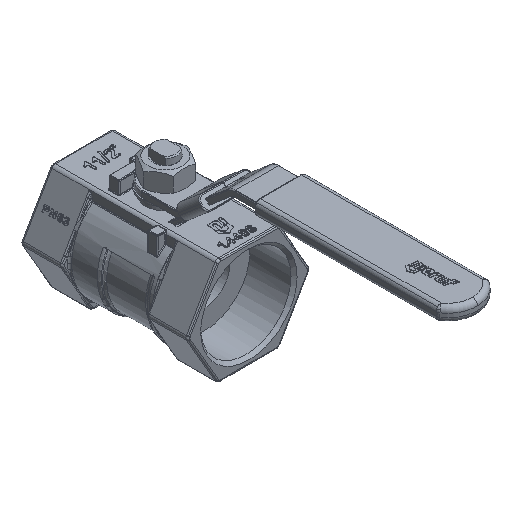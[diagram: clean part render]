
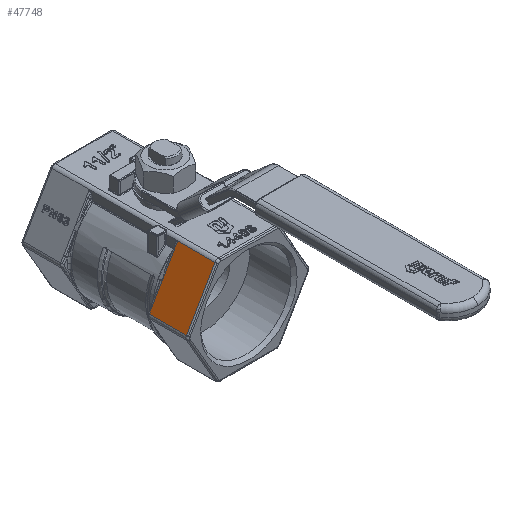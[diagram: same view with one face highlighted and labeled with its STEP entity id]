
A CAD part, isometric view. The second image highlights one B-rep face of the part: STEP entity #47748.
In plain terms, the highlighted planar face has unit normal (-0.866, 0, 0.5).
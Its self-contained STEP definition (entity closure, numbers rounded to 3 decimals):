
#30515=CARTESIAN_POINT('',(-22.95,-22.,13.25));
#30516=VERTEX_POINT('',#30515);
#30548=CARTESIAN_POINT('',(-17.302,-22.,23.032));
#30549=VERTEX_POINT('',#30548);
#30550=CARTESIAN_POINT('',(-22.95,-22.,13.25));
#30551=DIRECTION('',(0.5,0.,0.866));
#30552=VECTOR('',#30551,11.295);
#30553=LINE('',#30550,#30552);
#30554=EDGE_CURVE('',#30516,#30549,#30553,.T.);
#46621=CARTESIAN_POINT('',(-15.877,-40.5,25.5));
#46622=VERTEX_POINT('',#46621);
#47470=CARTESIAN_POINT('',(-30.022,-40.5,1.));
#47471=VERTEX_POINT('',#47470);
#47671=CARTESIAN_POINT('',(-30.022,-22.,1.));
#47672=VERTEX_POINT('',#47671);
#47673=CARTESIAN_POINT('',(-30.022,-40.5,1.));
#47674=DIRECTION('',(-0.,1.,-0.));
#47675=VECTOR('',#47674,18.5);
#47676=LINE('',#47673,#47675);
#47677=EDGE_CURVE('',#47471,#47672,#47676,.T.);
#47690=CARTESIAN_POINT('',(-15.877,-41.5,25.5));
#47691=DIRECTION('',(0.866,-0.,-0.5));
#47692=DIRECTION('',(-0.5,-0.,-0.866));
#47693=AXIS2_PLACEMENT_3D('',#47690,#47691,#47692);
#47694=PLANE('',#47693);
#47695=CARTESIAN_POINT('',(-15.877,-40.5,25.5));
#47696=DIRECTION('',(-0.5,-0.,-0.866));
#47697=VECTOR('',#47696,28.29);
#47698=LINE('',#47695,#47697);
#47699=EDGE_CURVE('',#46622,#47471,#47698,.T.);
#47700=ORIENTED_EDGE('',*,*,#47699,.F.);
#47701=CARTESIAN_POINT('',(-15.877,-21.499,25.5));
#47702=VERTEX_POINT('',#47701);
#47703=CARTESIAN_POINT('',(-15.877,-40.5,25.5));
#47704=DIRECTION('',(-0.,1.,-0.));
#47705=VECTOR('',#47704,19.001);
#47706=LINE('',#47703,#47705);
#47707=EDGE_CURVE('',#46622,#47702,#47706,.T.);
#47708=ORIENTED_EDGE('',*,*,#47707,.T.);
#47709=CARTESIAN_POINT('',(-15.958,-22.,25.361));
#47710=VERTEX_POINT('',#47709);
#47711=CARTESIAN_POINT('',(-15.958,-22.,25.361));
#47712=CARTESIAN_POINT('',(-15.957,-21.999,25.361));
#47713=CARTESIAN_POINT('',(-15.957,-21.999,25.362));
#47714=CARTESIAN_POINT('',(-15.94,-21.955,25.391));
#47715=CARTESIAN_POINT('',(-15.926,-21.909,25.415));
#47716=CARTESIAN_POINT('',(-15.903,-21.807,25.456));
#47717=CARTESIAN_POINT('',(-15.894,-21.753,25.471));
#47718=CARTESIAN_POINT('',(-15.88,-21.632,25.494));
#47719=CARTESIAN_POINT('',(-15.877,-21.566,25.5));
#47720=CARTESIAN_POINT('',(-15.877,-21.499,25.5));
#47721=B_SPLINE_CURVE_WITH_KNOTS('',3,(#47711,#47712,#47713,#47714,#47715,#47716,#47717,#47718,#47719,#47720),.UNSPECIFIED.,.F.,.F.,(4,2,2,2,4),(0.,0.,0.016,0.034,0.054),.UNSPECIFIED.);
#47722=EDGE_CURVE('',#47710,#47702,#47721,.T.);
#47723=ORIENTED_EDGE('',*,*,#47722,.F.);
#47724=CARTESIAN_POINT('',(-17.302,-22.,23.032));
#47725=DIRECTION('',(0.5,0.,0.866));
#47726=VECTOR('',#47725,2.689);
#47727=LINE('',#47724,#47726);
#47728=EDGE_CURVE('',#30549,#47710,#47727,.T.);
#47729=ORIENTED_EDGE('',*,*,#47728,.F.);
#47730=ORIENTED_EDGE('',*,*,#30554,.F.);
#47731=CARTESIAN_POINT('',(-28.597,-22.,3.468));
#47732=VERTEX_POINT('',#47731);
#47733=CARTESIAN_POINT('',(-28.597,-22.,3.468));
#47734=DIRECTION('',(0.5,0.,0.866));
#47735=VECTOR('',#47734,11.295);
#47736=LINE('',#47733,#47735);
#47737=EDGE_CURVE('',#47732,#30516,#47736,.T.);
#47738=ORIENTED_EDGE('',*,*,#47737,.F.);
#47739=CARTESIAN_POINT('',(-30.022,-22.,1.));
#47740=DIRECTION('',(0.5,0.,0.866));
#47741=VECTOR('',#47740,2.85);
#47742=LINE('',#47739,#47741);
#47743=EDGE_CURVE('',#47672,#47732,#47742,.T.);
#47744=ORIENTED_EDGE('',*,*,#47743,.F.);
#47745=ORIENTED_EDGE('',*,*,#47677,.F.);
#47746=EDGE_LOOP('',(#47700,#47708,#47723,#47729,#47730,#47738,#47744,#47745));
#47747=FACE_BOUND('',#47746,.T.);
#47748=ADVANCED_FACE('',(#47747),#47694,.F.);
